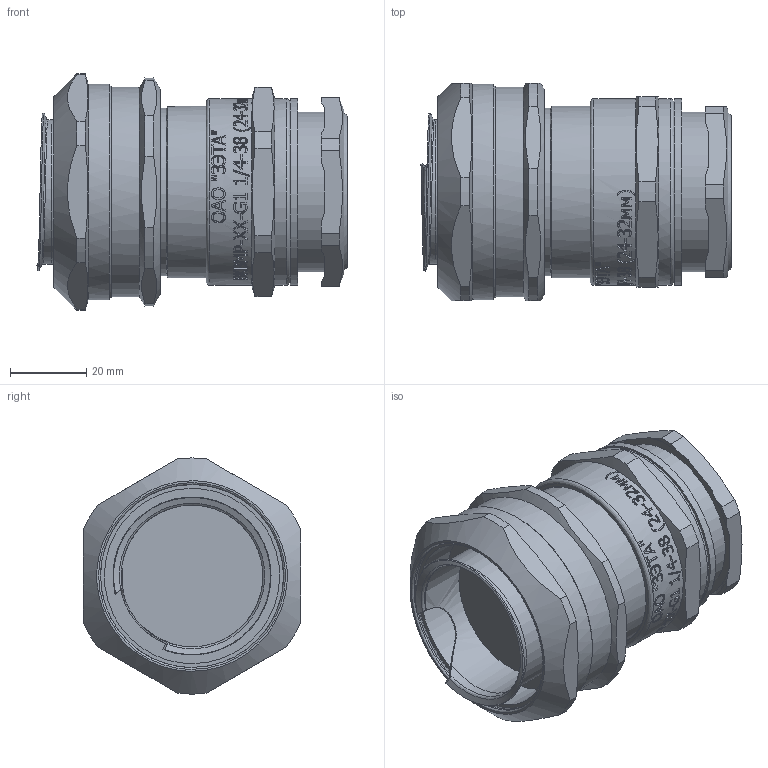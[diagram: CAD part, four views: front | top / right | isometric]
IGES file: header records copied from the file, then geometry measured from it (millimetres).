
Global section: file name: ВКВМР G 1.25-38; native system: Autodesk Inventor 2015; preprocessor: unknown; author: Борисов Е.В.,,11,0,; ; date: 20160917.154356; units: centimetre
Bounding box: 81.4 x 57 x 62 mm (x, y, z)
Volume: 122686.7 mm3; surface area: 30939.4 mm2
Topology: 1 solids, 1 shells, 651 faces, 1779 edges, 1192 vertices
Faces by surface type: bspline 651
